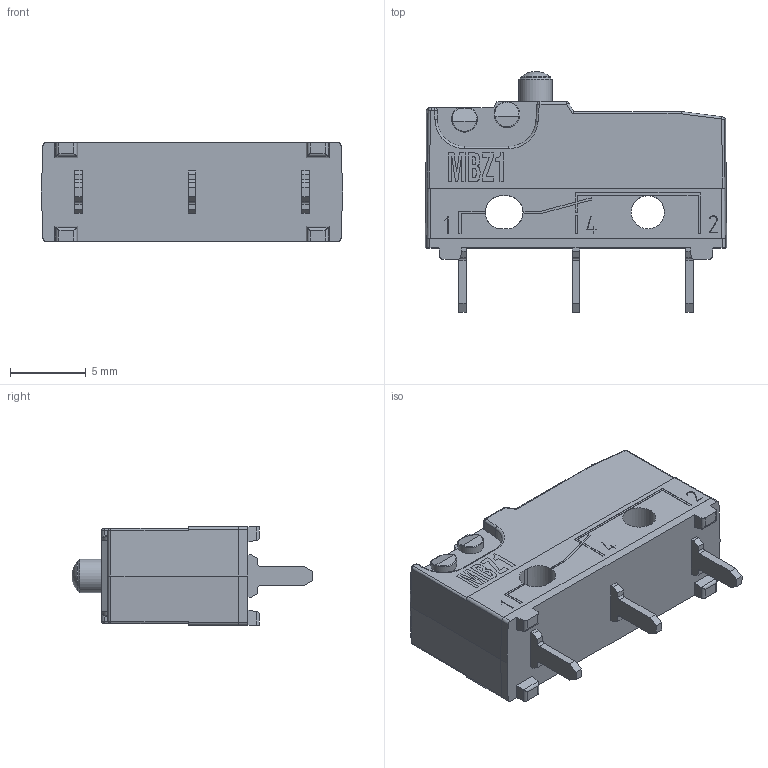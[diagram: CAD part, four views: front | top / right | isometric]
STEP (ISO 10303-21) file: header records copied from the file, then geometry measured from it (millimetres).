
FILE_DESCRIPTION(/* description */ (''),/* implementation_level */ '2;1');
FILE_NAME(/* name */ 'MBZ1_xxxxxC02X02.stp',/* time_stamp */ '2016-08-23T14:52:12+02:00',/* author */ ('ropinski'),/* organization */ (''),/* preprocessor_version */ 'ST-DEVELOPER v16.1',/* originating_system */ 'Autodesk Inventor 2016',/* authorisation */ '0 mm^3');
FILE_SCHEMA (('AUTOMOTIVE_DESIGN { 1 0 10303 214 3 1 1 }'));
Length unit declared in the file: millimetre
Products named in the file (7): D_Kappe_MBZ1; D_Sockel_m_Abstandshalter_MBZ1; D_Betätiger mit Kugelform_MBZ1; D_Leiterplattenanschluss_0.5x1.3_links_MBZ1; D_Leiterplattenanschluss_0.5x1.3_mitte_MBZ1; D_Leiterplattenanschluss_0.5x1.3_rechts_MBZ1; D_MBZ1_xxxC02X02
Assembly tree (6 placements, depth 2):
  D_MBZ1_xxxC02X02
    D_Kappe_MBZ1
    D_Sockel_m_Abstandshalter_MBZ1
    D_Betätiger mit Kugelform_MBZ1
    D_Leiterplattenanschluss_0.5x1.3_links_MBZ1
    D_Leiterplattenanschluss_0.5x1.3_mitte_MBZ1
    D_Leiterplattenanschluss_0.5x1.3_rechts_MBZ1
Bounding box: 19.9 x 15.89 x 6.5 mm (x, y, z)
Volume: 1098.2 mm3; surface area: 1171.2 mm2
Topology: 6 solids, 6 shells, 461 faces, 1258 edges, 839 vertices
Faces by surface type: plane 326, cylinder 76, bspline 47, torus 8, sphere 3, cone 1
Full cylindrical faces by diameter (mm): 1.7 x2, 1.95 x1, 2.2 x2, 2.3 x3
Entity records: 15120 total; most frequent: CARTESIAN_POINT 3452, ORIENTED_EDGE 2490, DIRECTION 2174, EDGE_CURVE 1245, LINE 972, VECTOR 972, VERTEX_POINT 837, AXIS2_PLACEMENT_3D 601
